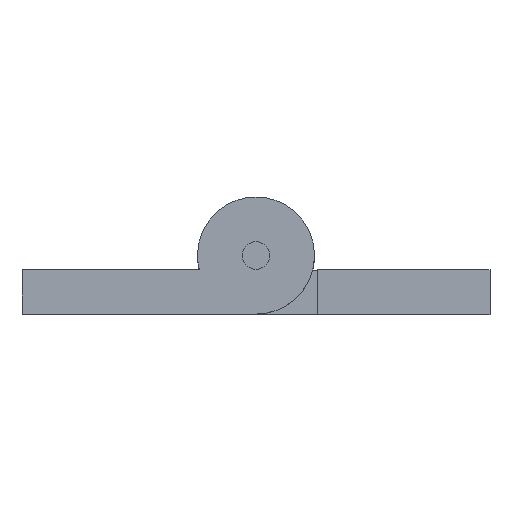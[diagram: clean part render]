
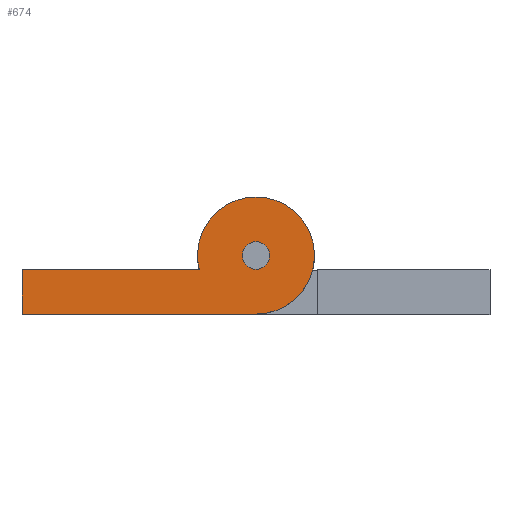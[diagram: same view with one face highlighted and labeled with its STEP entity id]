
A CAD part, top view. The second image highlights one B-rep face of the part: STEP entity #674.
In plain terms, the highlighted planar face has unit normal (0, 0, 1).
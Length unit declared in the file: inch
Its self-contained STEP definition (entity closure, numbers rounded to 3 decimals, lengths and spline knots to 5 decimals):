
#22 = CIRCLE ( 'NONE', #1142, 0.26563 ) ;
#26 = AXIS2_PLACEMENT_3D ( 'NONE', #3121, #1885, #1164 ) ;
#66 = CARTESIAN_POINT ( 'NONE',  ( 0.0625, 0., 1.25 ) ) ;
#72 = CARTESIAN_POINT ( 'NONE',  ( 0.26563, 0., 1.25 ) ) ;
#142 = VERTEX_POINT ( 'NONE', #463 ) ;
#204 = VERTEX_POINT ( 'NONE', #1617 ) ;
#254 = CARTESIAN_POINT ( 'NONE',  ( -0.26563, 0., 1.25 ) ) ;
#373 = CARTESIAN_POINT ( 'NONE',  ( 0., 0., 1.25 ) ) ;
#463 = CARTESIAN_POINT ( 'NONE',  ( -0.0625, 0., 1.25 ) ) ;
#490 = VECTOR ( 'NONE', #2868, 39.37008 ) ;
#516 = PLANE ( 'NONE',  #1500 ) ;
#569 = DIRECTION ( 'NONE',  ( -1., 0., 0. ) ) ;
#611 = DIRECTION ( 'NONE',  ( 0., 0., -1. ) ) ;
#630 = VERTEX_POINT ( 'NONE', #66 ) ;
#667 = VERTEX_POINT ( 'NONE', #254 ) ;
#674 = ADVANCED_FACE ( 'NONE', ( #2987, #1999 ), #516, .T. ) ;
#764 = ORIENTED_EDGE ( 'NONE', *, *, #2267, .F. ) ;
#935 = CARTESIAN_POINT ( 'NONE',  ( -1.0625, -0.06563, 1.25 ) ) ;
#968 = LINE ( 'NONE', #935, #1813 ) ;
#1010 = VERTEX_POINT ( 'NONE', #1212 ) ;
#1017 = CARTESIAN_POINT ( 'NONE',  ( 0., 0., 1.25 ) ) ;
#1105 = ORIENTED_EDGE ( 'NONE', *, *, #2308, .T. ) ;
#1122 = VERTEX_POINT ( 'NONE', #1827 ) ;
#1142 = AXIS2_PLACEMENT_3D ( 'NONE', #1981, #2467, #569 ) ;
#1164 = DIRECTION ( 'NONE',  ( -1., 0., 0. ) ) ;
#1196 = LINE ( 'NONE', #2896, #2464 ) ;
#1197 = CIRCLE ( 'NONE', #26, 0.26563 ) ;
#1212 = CARTESIAN_POINT ( 'NONE',  ( -1.0625, -0.06563, 1.25 ) ) ;
#1227 = DIRECTION ( 'NONE',  ( 0., 0., -1. ) ) ;
#1333 = ORIENTED_EDGE ( 'NONE', *, *, #2221, .T. ) ;
#1426 = DIRECTION ( 'NONE',  ( -1., 0., 0. ) ) ;
#1432 = ORIENTED_EDGE ( 'NONE', *, *, #2951, .T. ) ;
#1451 = CIRCLE ( 'NONE', #3128, 0.0625 ) ;
#1500 = AXIS2_PLACEMENT_3D ( 'NONE', #2955, #2714, #2456 ) ;
#1572 = DIRECTION ( 'NONE',  ( 0., 0., -1. ) ) ;
#1575 = AXIS2_PLACEMENT_3D ( 'NONE', #1017, #1572, #2247 ) ;
#1617 = CARTESIAN_POINT ( 'NONE',  ( -1.0625, -0.26563, 1.25 ) ) ;
#1664 = ORIENTED_EDGE ( 'NONE', *, *, #3096, .F. ) ;
#1813 = VECTOR ( 'NONE', #1901, 39.37008 ) ;
#1827 = CARTESIAN_POINT ( 'NONE',  ( -0.25739, -0.06562, 1.25 ) ) ;
#1885 = DIRECTION ( 'NONE',  ( 0., 0., -1. ) ) ;
#1901 = DIRECTION ( 'NONE',  ( -1., 0., 0. ) ) ;
#1981 = CARTESIAN_POINT ( 'NONE',  ( 0., 0., 1.25 ) ) ;
#1999 = FACE_BOUND ( 'NONE', #2306, .T. ) ;
#2026 = EDGE_CURVE ( 'NONE', #142, #630, #1451, .T. ) ;
#2070 = AXIS2_PLACEMENT_3D ( 'NONE', #2451, #1227, #1426 ) ;
#2169 = DIRECTION ( 'NONE',  ( 1., 0., 0. ) ) ;
#2172 = CARTESIAN_POINT ( 'NONE',  ( 0., -0.26563, 1.25 ) ) ;
#2221 = EDGE_CURVE ( 'NONE', #204, #2990, #1196, .T. ) ;
#2247 = DIRECTION ( 'NONE',  ( -1., 0., 0. ) ) ;
#2267 = EDGE_CURVE ( 'NONE', #667, #2361, #1197, .T. ) ;
#2287 = DIRECTION ( 'NONE',  ( -1., 0., 0. ) ) ;
#2289 = ORIENTED_EDGE ( 'NONE', *, *, #2402, .F. ) ;
#2306 = EDGE_LOOP ( 'NONE', ( #2589, #1432 ) ) ;
#2308 = EDGE_CURVE ( 'NONE', #1122, #1010, #968, .T. ) ;
#2361 = VERTEX_POINT ( 'NONE', #72 ) ;
#2402 = EDGE_CURVE ( 'NONE', #1122, #667, #22, .T. ) ;
#2451 = CARTESIAN_POINT ( 'NONE',  ( 0., 0., 1.25 ) ) ;
#2456 = DIRECTION ( 'NONE',  ( 1., 0., 0. ) ) ;
#2464 = VECTOR ( 'NONE', #2169, 39.37008 ) ;
#2467 = DIRECTION ( 'NONE',  ( 0., 0., -1. ) ) ;
#2585 = ORIENTED_EDGE ( 'NONE', *, *, #2933, .T. ) ;
#2589 = ORIENTED_EDGE ( 'NONE', *, *, #2026, .T. ) ;
#2682 = CIRCLE ( 'NONE', #1575, 0.26563 ) ;
#2714 = DIRECTION ( 'NONE',  ( 0., 0., 1. ) ) ;
#2868 = DIRECTION ( 'NONE',  ( 0., -1., 0. ) ) ;
#2877 = CIRCLE ( 'NONE', #2070, 0.0625 ) ;
#2896 = CARTESIAN_POINT ( 'NONE',  ( -1.0625, -0.26563, 1.25 ) ) ;
#2914 = CARTESIAN_POINT ( 'NONE',  ( -1.0625, -0.06563, 1.25 ) ) ;
#2933 = EDGE_CURVE ( 'NONE', #1010, #204, #2935, .T. ) ;
#2935 = LINE ( 'NONE', #2914, #490 ) ;
#2951 = EDGE_CURVE ( 'NONE', #630, #142, #2877, .T. ) ;
#2955 = CARTESIAN_POINT ( 'NONE',  ( -1.0625, -0.26563, 1.25 ) ) ;
#2975 = EDGE_LOOP ( 'NONE', ( #2585, #1333, #1664, #764, #2289, #1105 ) ) ;
#2987 = FACE_OUTER_BOUND ( 'NONE', #2975, .T. ) ;
#2990 = VERTEX_POINT ( 'NONE', #2172 ) ;
#3096 = EDGE_CURVE ( 'NONE', #2361, #2990, #2682, .T. ) ;
#3121 = CARTESIAN_POINT ( 'NONE',  ( 0., 0., 1.25 ) ) ;
#3128 = AXIS2_PLACEMENT_3D ( 'NONE', #373, #611, #2287 ) ;
